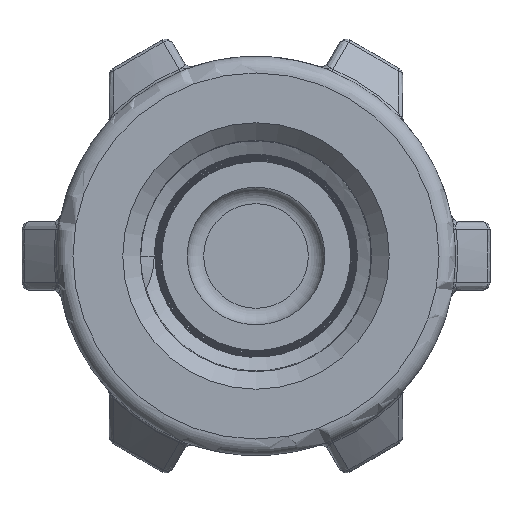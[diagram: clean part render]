
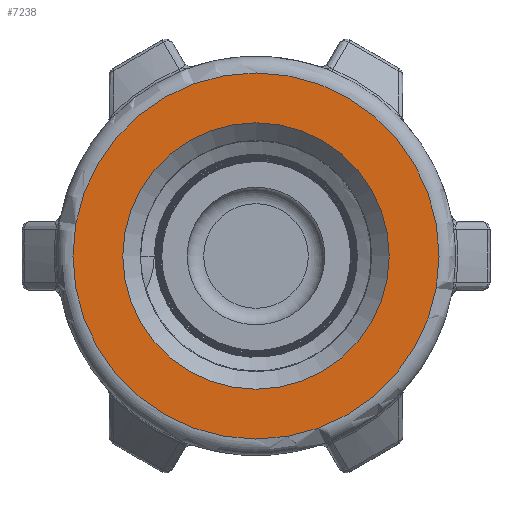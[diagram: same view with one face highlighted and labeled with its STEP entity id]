
A CAD part, left-side view. The second image highlights one B-rep face of the part: STEP entity #7238.
In plain terms, the highlighted planar face has unit normal (-1, 0, 0).
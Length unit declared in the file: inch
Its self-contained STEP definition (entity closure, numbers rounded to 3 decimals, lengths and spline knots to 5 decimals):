
#242=PLANE('',#7823);
#293=FACE_BOUND('',#1431,.T.);
#956=FACE_OUTER_BOUND('',#1430,.T.);
#1430=EDGE_LOOP('',(#6781));
#1431=EDGE_LOOP('',(#6782));
#1463=CIRCLE('',#7281,0.665);
#1706=CIRCLE('',#7824,0.48385);
#2955=VERTEX_POINT('',#11291);
#3559=VERTEX_POINT('',#18730);
#3645=EDGE_CURVE('',#2955,#2955,#1463,.T.);
#4634=EDGE_CURVE('',#3559,#3559,#1706,.T.);
#6781=ORIENTED_EDGE('',*,*,#3645,.F.);
#6782=ORIENTED_EDGE('',*,*,#4634,.T.);
#7238=ADVANCED_FACE('',(#956,#293),#242,.T.);
#7281=AXIS2_PLACEMENT_3D('',#11292,#7925,#7926);
#7823=AXIS2_PLACEMENT_3D('',#18729,#9408,#9409);
#7824=AXIS2_PLACEMENT_3D('',#18731,#9410,#9411);
#7925=DIRECTION('center_axis',(1.,0.,0.));
#7926=DIRECTION('ref_axis',(0.,-1.,0.));
#9408=DIRECTION('center_axis',(-1.,0.,0.));
#9409=DIRECTION('ref_axis',(0.,0.,1.));
#9410=DIRECTION('center_axis',(1.,0.,0.));
#9411=DIRECTION('ref_axis',(0.,1.,0.));
#11291=CARTESIAN_POINT('',(0.,0.665,0.));
#11292=CARTESIAN_POINT('Origin',(0.,0.,0.));
#18729=CARTESIAN_POINT('Origin',(0.,0.60442,
0.));
#18730=CARTESIAN_POINT('',(0.,0.48385,0.));
#18731=CARTESIAN_POINT('Origin',(0.,0.,0.));
